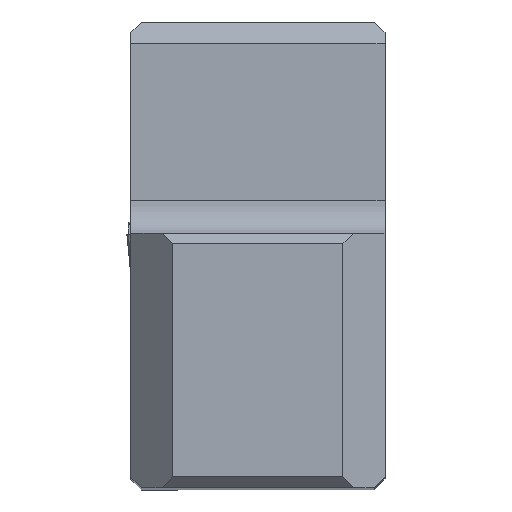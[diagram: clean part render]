
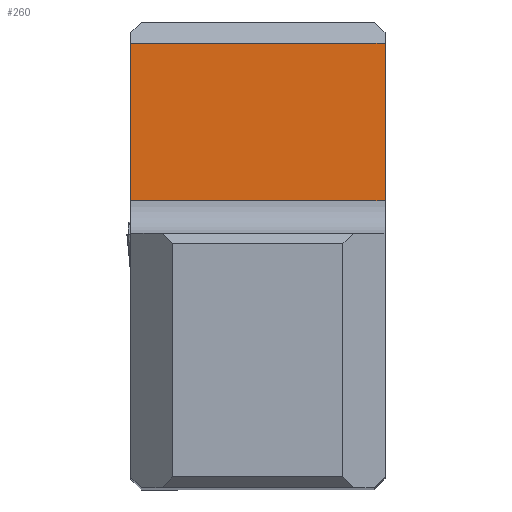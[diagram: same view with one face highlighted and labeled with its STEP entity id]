
A CAD part, top view. The second image highlights one B-rep face of the part: STEP entity #260.
In plain terms, the highlighted planar face has unit normal (0, 0, 1).
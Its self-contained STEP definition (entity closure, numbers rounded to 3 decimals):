
#260=ADVANCED_FACE('SHANK_NECK_TOP',(#428),#367,.T.);
#367=PLANE('',#2150);
#428=FACE_OUTER_BOUND('',#538,.T.);
#538=EDGE_LOOP('',(#786,#787,#788,#789));
#786=ORIENTED_EDGE('',*,*,#1481,.F.);
#787=ORIENTED_EDGE('',*,*,#1521,.T.);
#788=ORIENTED_EDGE('',*,*,#1465,.F.);
#789=ORIENTED_EDGE('',*,*,#1522,.T.);
#1279=VERTEX_POINT('',#2810);
#1280=VERTEX_POINT('',#2812);
#1293=VERTEX_POINT('',#2842);
#1294=VERTEX_POINT('',#2844);
#1465=EDGE_CURVE('',#1279,#1280,#1748,.T.);
#1481=EDGE_CURVE('',#1293,#1294,#1763,.T.);
#1521=EDGE_CURVE('',#1293,#1280,#1795,.T.);
#1522=EDGE_CURVE('',#1279,#1294,#1796,.T.);
#1748=LINE('',#2811,#1912);
#1763=LINE('',#2843,#1927);
#1795=LINE('',#2952,#1959);
#1796=LINE('',#2953,#1960);
#1912=VECTOR('',#2307,1.);
#1927=VECTOR('',#2328,1.);
#1959=VECTOR('',#2396,1.);
#1960=VECTOR('',#2397,1.);
#2150=AXIS2_PLACEMENT_3D('',#2954,#2398,#2399);
#2307=DIRECTION('',(0.,1.,0.));
#2328=DIRECTION('',(0.,-1.,0.));
#2396=DIRECTION('',(-1.,0.,0.));
#2397=DIRECTION('',(1.,0.,0.));
#2398=DIRECTION('',(0.,0.,1.));
#2399=DIRECTION('',(1.,0.,0.));
#2810=CARTESIAN_POINT('',(-11.975,13.575,-42.));
#2811=CARTESIAN_POINT('',(-11.975,22.,-42.));
#2812=CARTESIAN_POINT('',(-11.975,21.,-42.));
#2842=CARTESIAN_POINT('',(0.,21.,-42.));
#2843=CARTESIAN_POINT('',(0.,22.,-42.));
#2844=CARTESIAN_POINT('',(0.,13.575,-42.));
#2952=CARTESIAN_POINT('',(-35.988,21.,-42.));
#2953=CARTESIAN_POINT('',(-35.988,13.575,-42.));
#2954=CARTESIAN_POINT('',(-35.988,22.,-42.));
